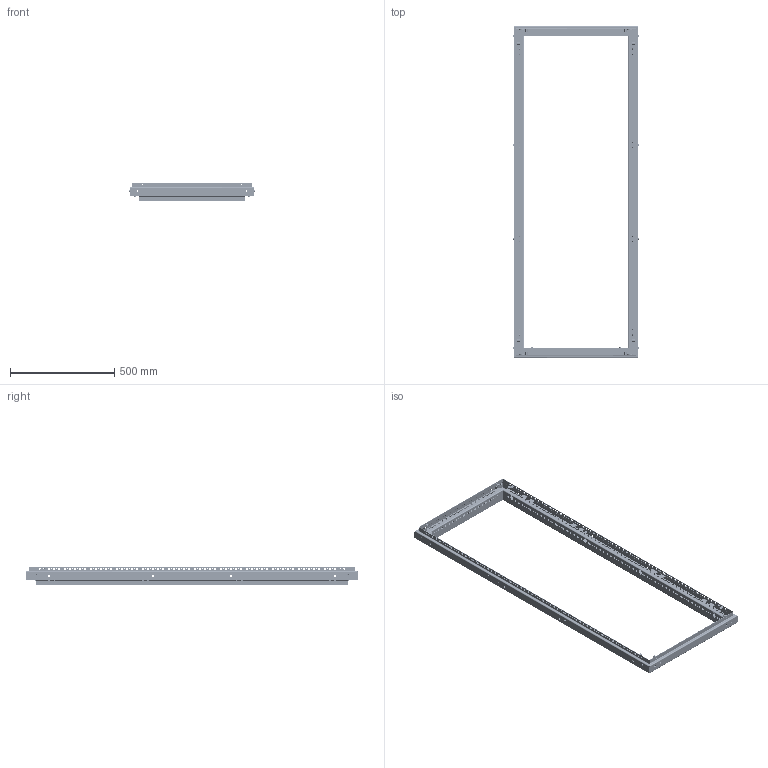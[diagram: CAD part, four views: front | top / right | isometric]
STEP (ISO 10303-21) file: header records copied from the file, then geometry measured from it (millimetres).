
FILE_DESCRIPTION (( 'STEP AP214' ), '1' );
FILE_NAME ('Ñâàðíàÿ ðàìà W600H1600.STEP', '2024-08-14T07:59:25', ( '' ), ( '' ), 'SwSTEP 2.0', 'SolidWorks 2021', '' );
FILE_SCHEMA (( 'AUTOMOTIVE_DESIGN' ));
Length unit declared in the file: millimetre
Products named in the file (11): Çàêëåïêà ðåçüáîâàÿ Ì8 øåñòèãðàííàÿ ñ óìåíüøåííûì áîðòîì; Ãîðèçîíòàëüíûé ïðîôèëü1 W600; Çàêëåïêà ðåçüáîâàÿ Ì6 øåñòèãðàííàÿ ñ óìåíüøåííûì áîðòîì; Ãîðèçîíòàëüíûé ïðîôèëü W600; Áîêîâîé ïðîôèëü1 H1600; 600.000; Ãîðèçîíòàëüíûé ïðîôèëü2 W600; Áîêîâîé ïðîôèëü2 H1600; Ñâàðíàÿ ðàìà W600H1600; Áîêîâîé ïðîôèëü H1600; Áîáûøêà
Assembly tree (46 placements, depth 3):
  Ñâàðíàÿ ðàìà W600H1600
    Ãîðèçîíòàëüíûé ïðîôèëü W600  x2
      Ãîðèçîíòàëüíûé ïðîôèëü1 W600
      Ãîðèçîíòàëüíûé ïðîôèëü2 W600
      600.000
      Áîáûøêà
    Áîêîâîé ïðîôèëü H1600  x2
      Áîêîâîé ïðîôèëü1 H1600
      Áîêîâîé ïðîôèëü2 H1600
    Çàêëåïêà ðåçüáîâàÿ Ì8 øåñòèãðàííàÿ ñ óìåíüøåííûì áîðòîì  x8
    Çàêëåïêà ðåçüáîâàÿ Ì6 øåñòèãðàííàÿ ñ óìåíüøåííûì áîðòîì  x26
Bounding box: 601.2 x 1596 x 89.35 mm (x, y, z)
Volume: 1880781.2 mm3; surface area: 1955260.6 mm2
Topology: 50 solids, 50 shells, 5134 faces, 14480 edges, 9468 vertices
Faces by surface type: plane 2954, cylinder 1830, cone 212, bspline 138
Entity records: 66964 total; most frequent: CARTESIAN_POINT 16231, ORIENTED_EDGE 10530, DIRECTION 9789, EDGE_CURVE 5265, LINE 4073, VECTOR 4073, VERTEX_POINT 3466, AXIS2_PLACEMENT_3D 2858
